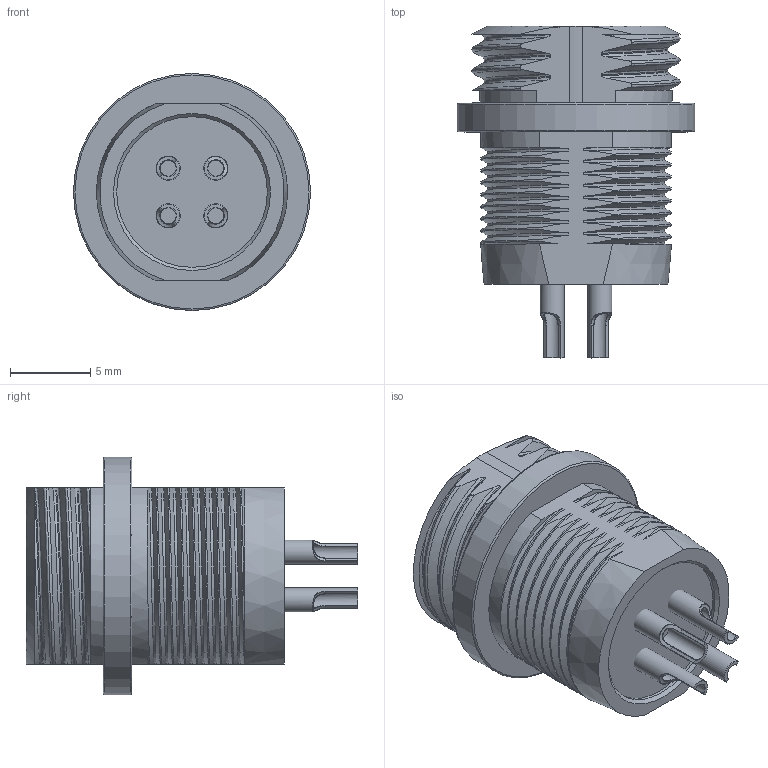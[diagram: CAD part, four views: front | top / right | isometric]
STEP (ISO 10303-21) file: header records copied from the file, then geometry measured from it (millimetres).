
FILE_DESCRIPTION(/* description */ (''),/* implementation_level */ '2;1');
FILE_NAME(/* name */ 'GX12-4P.step',/* time_stamp */ '2023-05-13T19:49:36+01:00',/* author */ (''),/* organization */ (''),/* preprocessor_version */ 'ST-DEVELOPER v19.2',/* originating_system */ 'Autodesk Translation Framework v12.4.0.73',/* authorisation */ '');
FILE_SCHEMA (('AUTOMOTIVE_DESIGN { 1 0 10303 214 3 1 1 }'));
Length unit declared in the file: millimetre
Products named in the file (1): GX12-4P
Bounding box: 14.8 x 20.7 x 14.8 mm (x, y, z)
Volume: 1200.2 mm3; surface area: 2144.5 mm2
Topology: 6 solids, 6 shells, 257 faces, 655 edges, 416 vertices
Faces by surface type: cylinder 89, bspline 82, plane 49, torus 16, sphere 16, cone 5
Full cylindrical faces by diameter (mm): 1.15 x4, 1.5 x4, 9.4 x2, 14.8 x1
Entity records: 18268 total; most frequent: CARTESIAN_POINT 12750, ORIENTED_EDGE 1310, DIRECTION 861, EDGE_CURVE 655, VERTEX_POINT 416, AXIS2_PLACEMENT_3D 338, B_SPLINE_CURVE_WITH_KNOTS 300, EDGE_LOOP 265
